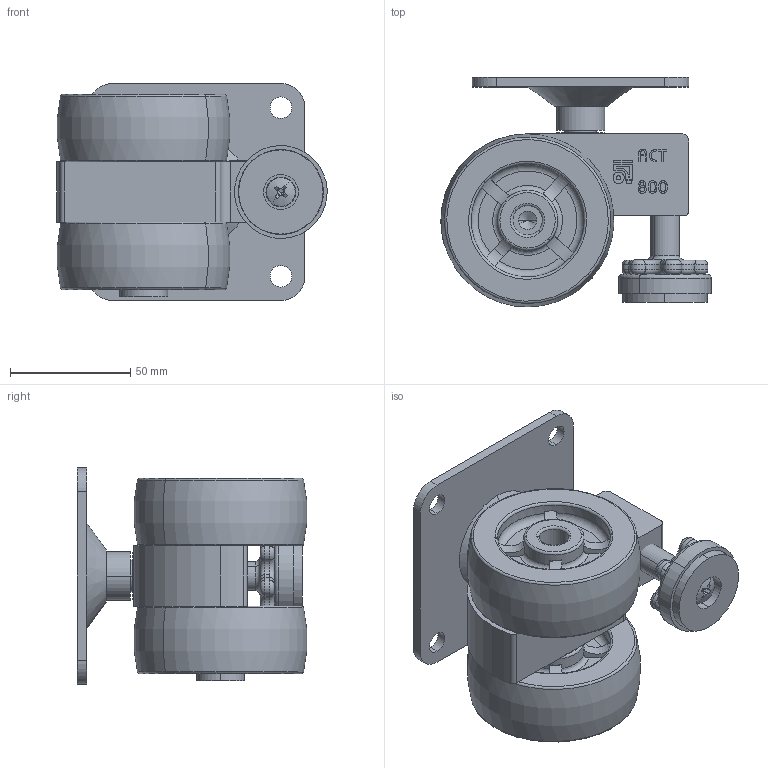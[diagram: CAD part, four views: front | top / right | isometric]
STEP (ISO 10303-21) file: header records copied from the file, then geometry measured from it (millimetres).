
FILE_DESCRIPTION (( 'STEP AP203' ), '1' );
FILE_NAME ('ACT-800F.STEP', '2015-09-09T02:00:59', ( 'WON SINCHUL' ), ( 'Hewlett-Packard Company' ), 'SwSTEP 2.0', 'SolidWorks 2015', '' );
FILE_SCHEMA (( 'CONFIG_CONTROL_DESIGN' ));
Length unit declared in the file: millimetre
Products named in the file (1): ACT-800F
Bounding box: 112.22 x 95.33 x 90 mm (x, y, z)
Volume: 320779.4 mm3; surface area: 91275.3 mm2
Topology: 11 solids, 11 shells, 551 faces, 1366 edges, 862 vertices
Faces by surface type: plane 209, cylinder 142, torus 132, bspline 44, cone 22, sphere 2
Entity records: 20211 total; most frequent: CARTESIAN_POINT 7236, ORIENTED_EDGE 2708, DIRECTION 2682, EDGE_CURVE 1354, AXIS2_PLACEMENT_3D 1074, VERTEX_POINT 862, EDGE_LOOP 618, CIRCLE 566
